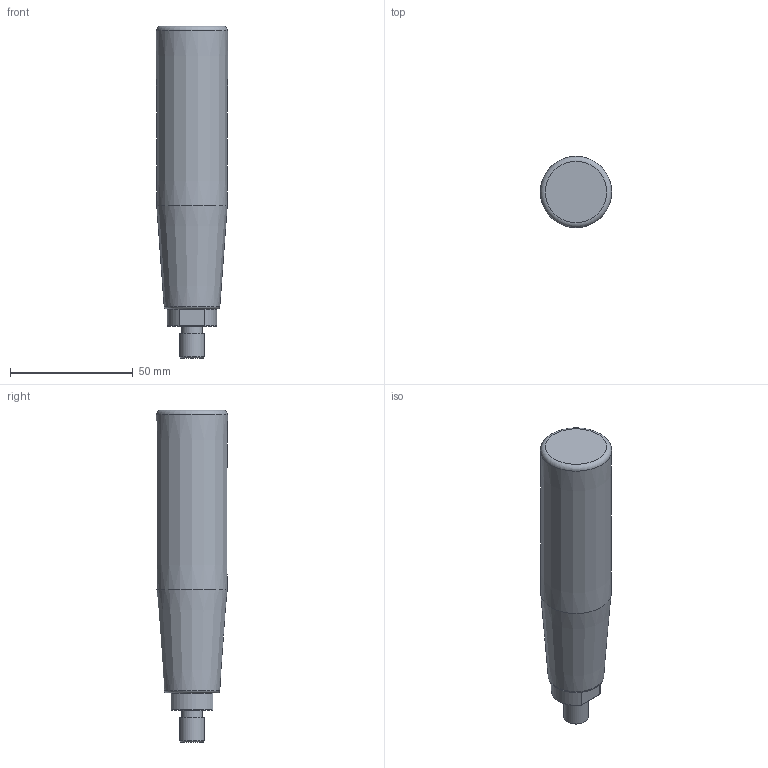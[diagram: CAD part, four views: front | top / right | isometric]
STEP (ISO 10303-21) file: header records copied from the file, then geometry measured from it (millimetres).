
FILE_DESCRIPTION( ( 'Unknown' ), '1' );
FILE_NAME( '6138035_MCG29x115_M10.stp', 'Unknown', ( 'Unknown' ), ( 'Unknown' ), 'PSStep 11.0', 'Unknown', ' ' );
FILE_SCHEMA( ( 'AUTOMOTIVE_DESIGN { 1 0 10303 214 1 1 1 1 }' ) );
Length unit declared in the file: millimetre
Products named in the file (1): 8900103
Bounding box: 28.99 x 28.99 x 135 mm (x, y, z)
Volume: 70967.1 mm3; surface area: 15876.4 mm2
Topology: 1 solids, 3 shells, 46 faces, 95 edges, 59 vertices
Faces by surface type: plane 18, cone 14, cylinder 11, torus 3
Full cylindrical faces by diameter (mm): 8.3 x1, 9 x1, 10 x2, 10.6 x1, 14 x2
Entity records: 1502 total; most frequent: CARTESIAN_POINT 225, DIRECTION 192, ORIENTED_EDGE 150, AXIS2_PLACEMENT_3D 86, EDGE_CURVE 75, EDGE_LOOP 70, FACE_OUTER_BOUND 56, VERTEX_POINT 55
